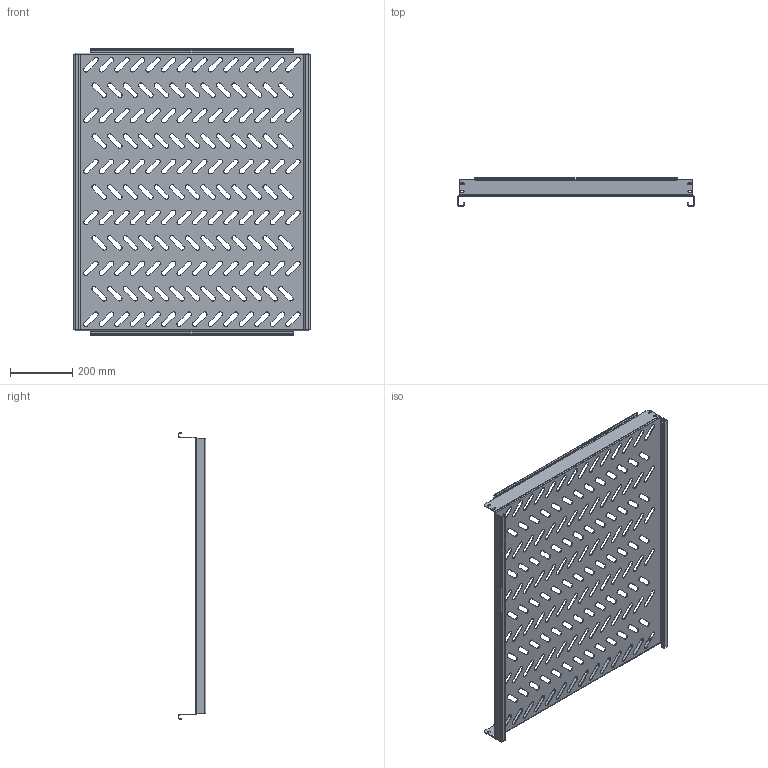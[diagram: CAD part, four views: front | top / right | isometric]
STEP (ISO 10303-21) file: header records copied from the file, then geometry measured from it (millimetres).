
FILE_DESCRIPTION (( 'STEP AP214' ), '1' );
FILE_NAME ('945.308.STEP', '2024-09-25T09:57:06', ( '' ), ( '' ), 'SwSTEP 2.0', 'SolidWorks 2021', '' );
FILE_SCHEMA (( 'AUTOMOTIVE_DESIGN' ));
Length unit declared in the file: millimetre
Products named in the file (1): 945.308
Bounding box: 760 x 90 x 920 mm (x, y, z)
Volume: 1505729.7 mm3; surface area: 1554693.8 mm2
Topology: 1 solids, 1 shells, 907 faces, 2627 edges, 1722 vertices
Faces by surface type: cylinder 507, plane 392, bspline 8
Entity records: 31169 total; most frequent: CARTESIAN_POINT 5757, DIRECTION 5401, ORIENTED_EDGE 5254, EDGE_CURVE 2627, AXIS2_PLACEMENT_3D 1914, VERTEX_POINT 1722, LINE 1573, VECTOR 1573
